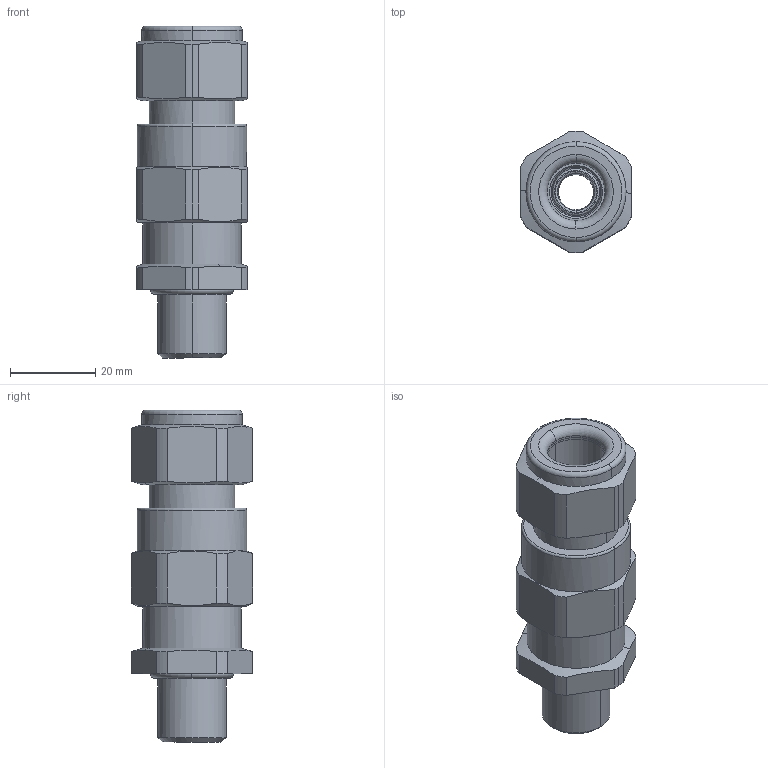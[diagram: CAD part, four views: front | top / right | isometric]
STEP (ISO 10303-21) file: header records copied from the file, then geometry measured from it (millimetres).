
FILE_DESCRIPTION(('CATIA V5 STEP Exchange','CAx-IF Rec.Pracs.--- Model Styling and Organization---1.4--- 2014-01-23'),'2;1');
FILE_NAME ('139837-1_0_1184970000_1184970000.stp','2022-03-30T02:11:23+00:00',('none'),('Weidmueller'),'CATIA Version 5-6 Release 2016 SP3 HF44','CATIA V5 STEP AP214','none');
FILE_SCHEMA(('AUTOMOTIVE_DESIGN { 1 0 10303 214 1 1 1 1 }'));
Length unit declared in the file: millimetre
Products named in the file (1): E1XZ/16/M16-WM
Bounding box: 26 x 28.5 x 77.9 mm (x, y, z)
Volume: 24774 mm3; surface area: 17849.2 mm2
Topology: 4 solids, 4 shells, 199 faces, 468 edges, 290 vertices
Faces by surface type: cylinder 74, cone 46, torus 40, plane 39
Entity records: 5451 total; most frequent: CARTESIAN_POINT 1205, ORIENTED_EDGE 936, DIRECTION 700, EDGE_CURVE 468, AXIS2_PLACEMENT_3D 420, VERTEX_POINT 290, CIRCLE 282, EDGE_LOOP 220
